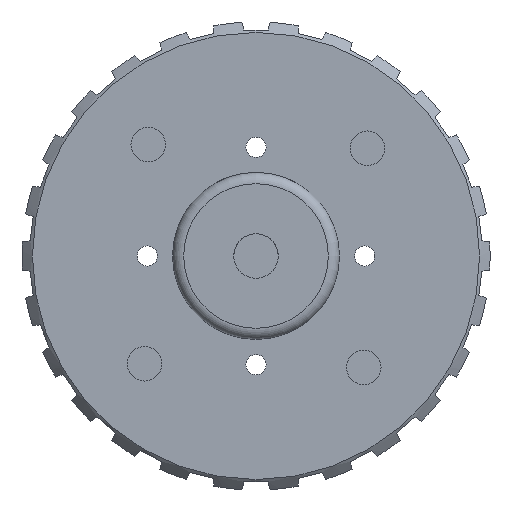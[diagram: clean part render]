
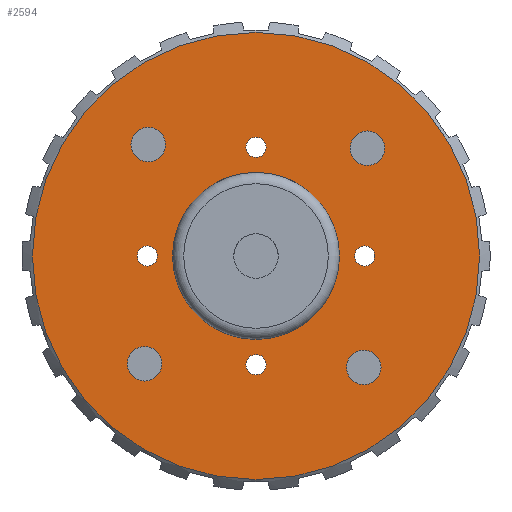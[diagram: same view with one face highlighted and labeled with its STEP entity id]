
A CAD part, front view. The second image highlights one B-rep face of the part: STEP entity #2594.
In plain terms, the highlighted planar face has unit normal (0, -1, 0).
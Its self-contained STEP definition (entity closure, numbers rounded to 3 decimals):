
#486=FACE_BOUND('',#822,.T.);
#487=FACE_BOUND('',#823,.T.);
#488=FACE_BOUND('',#824,.T.);
#489=FACE_BOUND('',#825,.T.);
#490=FACE_BOUND('',#826,.T.);
#491=FACE_BOUND('',#827,.T.);
#492=FACE_BOUND('',#828,.T.);
#493=FACE_BOUND('',#829,.T.);
#494=FACE_BOUND('',#830,.T.);
#552=PLANE('',#2815);
#669=FACE_OUTER_BOUND('',#821,.T.);
#821=EDGE_LOOP('',(#2088));
#822=EDGE_LOOP('',(#2089));
#823=EDGE_LOOP('',(#2090));
#824=EDGE_LOOP('',(#2091));
#825=EDGE_LOOP('',(#2092));
#826=EDGE_LOOP('',(#2093));
#827=EDGE_LOOP('',(#2094));
#828=EDGE_LOOP('',(#2095));
#829=EDGE_LOOP('',(#2096));
#830=EDGE_LOOP('',(#2097));
#924=CIRCLE('',#2695,7.5);
#929=CIRCLE('',#2707,1.55);
#931=CIRCLE('',#2711,1.55);
#933=CIRCLE('',#2715,1.55);
#935=CIRCLE('',#2719,1.55);
#937=CIRCLE('',#2723,20.087);
#977=CIRCLE('',#2816,0.9);
#978=CIRCLE('',#2817,0.9);
#979=CIRCLE('',#2818,0.9);
#980=CIRCLE('',#2819,0.9);
#1034=VERTEX_POINT('',#3610);
#1049=VERTEX_POINT('',#3909);
#1051=VERTEX_POINT('',#3916);
#1053=VERTEX_POINT('',#3923);
#1055=VERTEX_POINT('',#3930);
#1057=VERTEX_POINT('',#3937);
#1216=VERTEX_POINT('',#4597);
#1217=VERTEX_POINT('',#4599);
#1218=VERTEX_POINT('',#4601);
#1219=VERTEX_POINT('',#4603);
#1306=EDGE_CURVE('',#1034,#1034,#924,.T.);
#1326=EDGE_CURVE('',#1049,#1049,#929,.T.);
#1329=EDGE_CURVE('',#1051,#1051,#931,.T.);
#1332=EDGE_CURVE('',#1053,#1053,#933,.T.);
#1335=EDGE_CURVE('',#1055,#1055,#935,.T.);
#1338=EDGE_CURVE('',#1057,#1057,#937,.T.);
#1550=EDGE_CURVE('',#1216,#1216,#977,.T.);
#1551=EDGE_CURVE('',#1217,#1217,#978,.T.);
#1552=EDGE_CURVE('',#1218,#1218,#979,.T.);
#1553=EDGE_CURVE('',#1219,#1219,#980,.T.);
#2088=ORIENTED_EDGE('',*,*,#1338,.T.);
#2089=ORIENTED_EDGE('',*,*,#1326,.T.);
#2090=ORIENTED_EDGE('',*,*,#1329,.T.);
#2091=ORIENTED_EDGE('',*,*,#1332,.T.);
#2092=ORIENTED_EDGE('',*,*,#1335,.T.);
#2093=ORIENTED_EDGE('',*,*,#1306,.T.);
#2094=ORIENTED_EDGE('',*,*,#1550,.T.);
#2095=ORIENTED_EDGE('',*,*,#1551,.T.);
#2096=ORIENTED_EDGE('',*,*,#1552,.T.);
#2097=ORIENTED_EDGE('',*,*,#1553,.T.);
#2594=ADVANCED_FACE('',(#669,#486,#487,#488,#489,#490,#491,#492,#493,#494),
#552,.T.);
#2695=AXIS2_PLACEMENT_3D('',#3612,#2966,#2967);
#2707=AXIS2_PLACEMENT_3D('',#3910,#2997,#2998);
#2711=AXIS2_PLACEMENT_3D('',#3917,#3006,#3007);
#2715=AXIS2_PLACEMENT_3D('',#3924,#3015,#3016);
#2719=AXIS2_PLACEMENT_3D('',#3931,#3024,#3025);
#2723=AXIS2_PLACEMENT_3D('',#3938,#3033,#3034);
#2815=AXIS2_PLACEMENT_3D('',#4596,#3271,#3272);
#2816=AXIS2_PLACEMENT_3D('',#4598,#3273,#3274);
#2817=AXIS2_PLACEMENT_3D('',#4600,#3275,#3276);
#2818=AXIS2_PLACEMENT_3D('',#4602,#3277,#3278);
#2819=AXIS2_PLACEMENT_3D('',#4604,#3279,#3280);
#2966=DIRECTION('center_axis',(0.,1.,0.));
#2967=DIRECTION('ref_axis',(1.,0.,0.));
#2997=DIRECTION('center_axis',(0.,1.,0.));
#2998=DIRECTION('ref_axis',(1.,0.,0.));
#3006=DIRECTION('center_axis',(0.,1.,0.));
#3007=DIRECTION('ref_axis',(1.,0.,0.));
#3015=DIRECTION('center_axis',(0.,1.,0.));
#3016=DIRECTION('ref_axis',(1.,0.,0.));
#3024=DIRECTION('center_axis',(0.,1.,0.));
#3025=DIRECTION('ref_axis',(1.,0.,0.));
#3033=DIRECTION('center_axis',(0.,-1.,0.));
#3034=DIRECTION('ref_axis',(0.,0.,1.));
#3271=DIRECTION('center_axis',(0.,-1.,0.));
#3272=DIRECTION('ref_axis',(1.,0.,0.));
#3273=DIRECTION('center_axis',(0.,1.,0.));
#3274=DIRECTION('ref_axis',(0.,0.,1.));
#3275=DIRECTION('center_axis',(0.,1.,0.));
#3276=DIRECTION('ref_axis',(0.,0.,1.));
#3277=DIRECTION('center_axis',(0.,1.,0.));
#3278=DIRECTION('ref_axis',(0.,0.,1.));
#3279=DIRECTION('center_axis',(0.,1.,0.));
#3280=DIRECTION('ref_axis',(0.,0.,1.));
#3610=CARTESIAN_POINT('',(-7.5,-30.,0.));
#3612=CARTESIAN_POINT('Origin',(0.,-30.,0.));
#3909=CARTESIAN_POINT('',(8.458,-30.,9.681));
#3910=CARTESIAN_POINT('Origin',(10.008,-30.,9.681));
#3916=CARTESIAN_POINT('',(8.131,-30.,-10.008));
#3917=CARTESIAN_POINT('Origin',(9.681,-30.,-10.008));
#3923=CARTESIAN_POINT('',(-11.231,-30.,10.008));
#3924=CARTESIAN_POINT('Origin',(-9.681,-30.,10.008));
#3930=CARTESIAN_POINT('',(-11.558,-30.,-9.681));
#3931=CARTESIAN_POINT('Origin',(-10.008,-30.,-9.681));
#3937=CARTESIAN_POINT('',(0.,-30.,-20.087));
#3938=CARTESIAN_POINT('Origin',(0.,-30.,0.));
#4596=CARTESIAN_POINT('Origin',(0.,-30.,0.));
#4597=CARTESIAN_POINT('',(9.758,-30.,-0.9));
#4598=CARTESIAN_POINT('Origin',(9.758,-30.,0.));
#4599=CARTESIAN_POINT('',(-9.757,-30.,-0.9));
#4600=CARTESIAN_POINT('Origin',(-9.757,-30.,0.));
#4601=CARTESIAN_POINT('',(0.,-30.,8.858));
#4602=CARTESIAN_POINT('Origin',(0.,-30.,9.758));
#4603=CARTESIAN_POINT('',(0.,-30.,-10.658));
#4604=CARTESIAN_POINT('Origin',(0.,-30.,-9.758));
